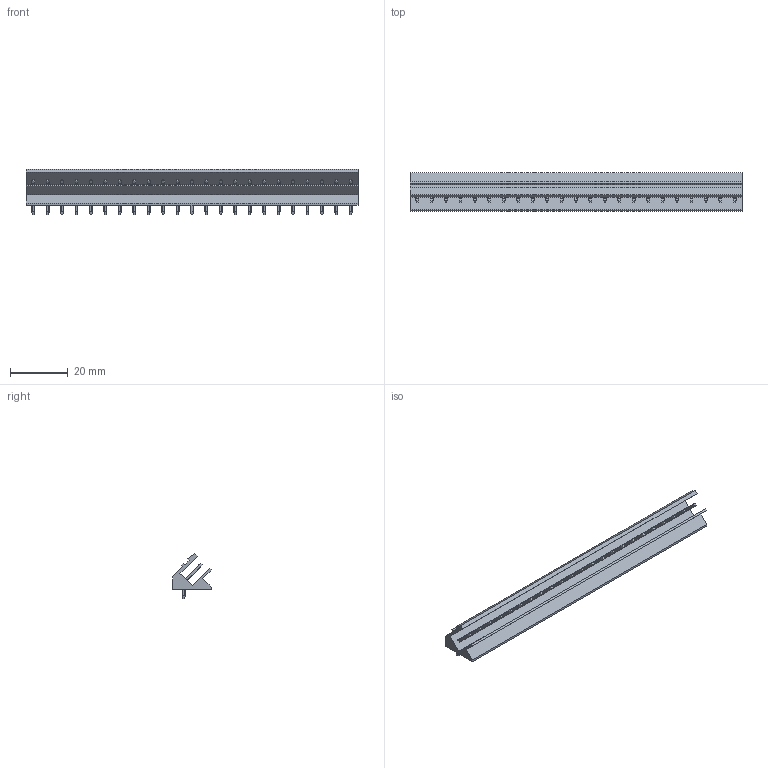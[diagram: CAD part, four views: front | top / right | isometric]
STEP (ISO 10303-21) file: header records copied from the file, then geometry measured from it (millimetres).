
FILE_DESCRIPTION(('CATIA V5 STEP Exchange','CAx-IF Rec.Pracs.--- Model Styling and Organization---1.2---2011-12-15'),'2;1');
FILE_NAME ('D1453865_0_1630460000_1630460000.stp','2018-10-13T03:43:38+00:00',('none'),('Weidmueller'),'CATIA Version 5-6 Release 2014','CATIA V5 STEP AP214','none');
FILE_SCHEMA(('AUTOMOTIVE_DESIGN { 1 0 10303 214 1 1 1 1 }'));
Length unit declared in the file: millimetre
Products named in the file (1): 1630460000
Bounding box: 115 x 13.3 x 15.63 mm (x, y, z)
Volume: 6860.4 mm3; surface area: 9104.8 mm2
Topology: 24 solids, 24 shells, 896 faces, 2360 edges, 1512 vertices
Faces by surface type: plane 526, cylinder 370
Entity records: 32555 total; most frequent: CARTESIAN_POINT 12512, ORIENTED_EDGE 4720, DIRECTION 2952, EDGE_CURVE 2354, VECTOR 1618, LINE 1618, VERTEX_POINT 1504, EDGE_LOOP 942
